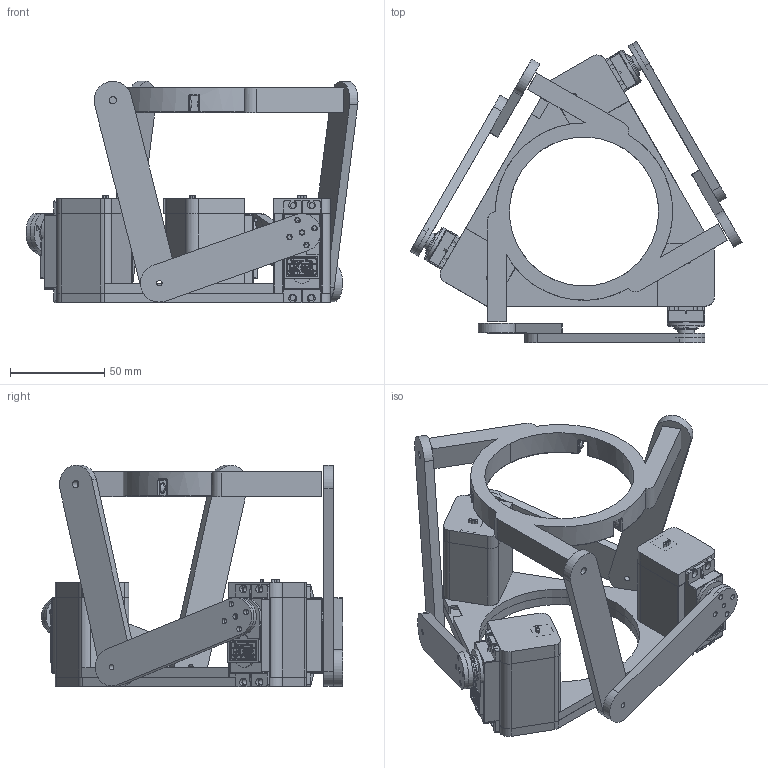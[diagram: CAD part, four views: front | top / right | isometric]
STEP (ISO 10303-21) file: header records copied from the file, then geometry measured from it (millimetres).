
FILE_DESCRIPTION( ('This file contains a STEP AP42 implementation' ,'as created by ZW3D STEP Interface translator.' ,'') ,'2;1' );
FILE_NAME( 'TrR _拸赶桉粣.stp' ,'25 1 6.215031', (''), ('ZWCAD Software Co.'), 'Version 1.0', 'ZW3D to STEP translator', '' );
FILE_SCHEMA(('AUTOMOTIVE_DESIGN { 1 0 10303 214 1 1 1 1 }'));
Length unit declared in the file: millimetre
Products named in the file (10): 0; TrR _拸赶桉粣; 菁釱; Servo Motor MG996R(祥湖荂); 25t嗆攫; 嗆儂牷旋80mm; 翋牷旋100mm; 嗆儂揤啣; ƽ̨80mm_; 菁釱裔啣
Assembly tree (16 placements, depth 2):
  0
  TrR _拸赶桉粣
    菁釱
    Servo Motor MG996R(祥湖荂)  x3
    25t嗆攫  x3
    嗆儂牷旋80mm  x3
    翋牷旋100mm  x3
    嗆儂揤啣
    ƽ̨80mm_
    菁釱裔啣
Bounding box: 175.91 x 159.65 x 117.16 mm (x, y, z)
Volume: 233426.1 mm3; surface area: 162187.4 mm2
Topology: 49 solids, 49 shells, 1571 faces, 5080 edges, 4079 vertices
Faces by surface type: plane 914, cylinder 573, sphere 38, torus 28, bspline 12, cone 6
Full cylindrical faces by diameter (mm): 2.5 x15, 2.9 x33, 3.9 x6, 5.9 x6, 9 x3, 20 x3, 85 x2
Entity records: 30541 total; most frequent: CARTESIAN_POINT 7627, DIRECTION 4441, ORIENTED_EDGE 4390, EDGE_CURVE 2195, VERTEX_POINT 1545, VECTOR 1531, LINE 1531, AXIS2_PLACEMENT_3D 1455
